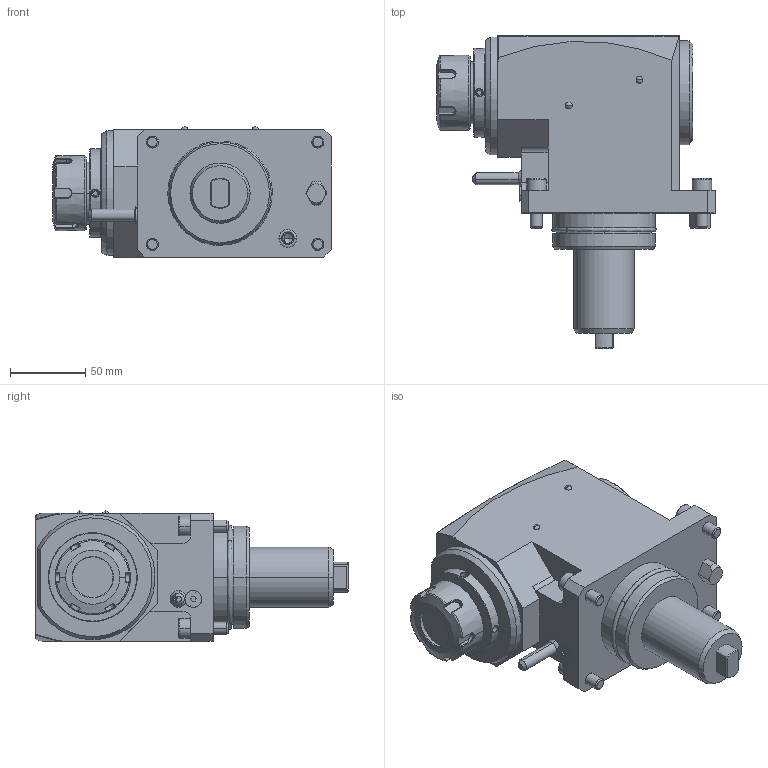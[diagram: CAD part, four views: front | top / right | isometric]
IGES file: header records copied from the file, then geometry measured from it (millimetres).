
Start section:  PTC IGES file: ngt2_68_201_32_1_3_80_mz.igs
Global section: file name: ngt2_68_201_32_1_3_80_mz.igs; native system: Pro/ENGINEER by Parametric Technology Corporation; preprocessor: 2010280; author: vali; organization: Unknown; date: 20201201.083143; units: millimetre
Bounding box: 185.3 x 208 x 86.6 mm (x, y, z)
Volume: 1453363.1 mm3; surface area: 104444 mm2
Topology: 2 solids, 2 shells, 333 faces, 828 edges, 523 vertices
Faces by surface type: bspline 171, revolution 158, extrusion 4
